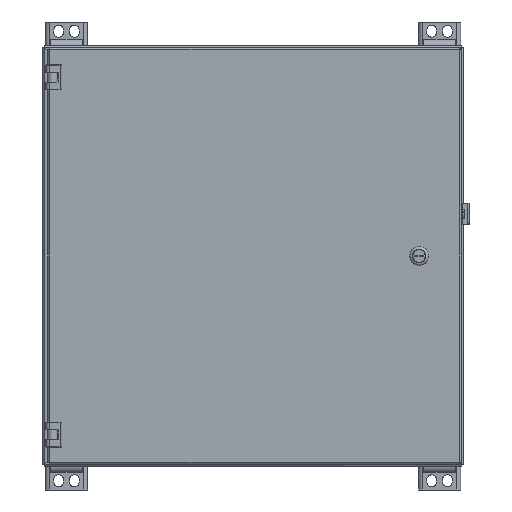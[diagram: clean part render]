
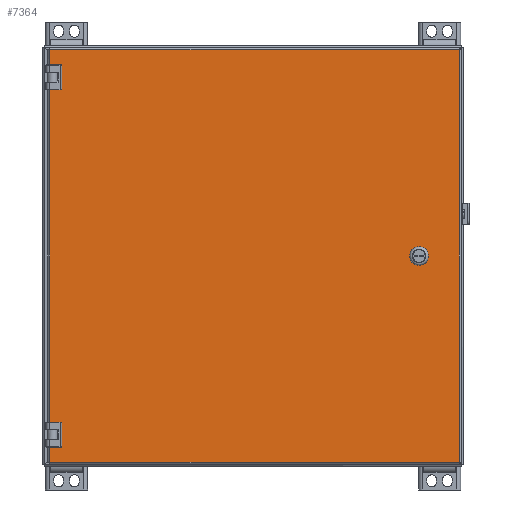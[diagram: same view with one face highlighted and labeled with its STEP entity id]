
A CAD part, front view. The second image highlights one B-rep face of the part: STEP entity #7364.
In plain terms, the highlighted planar face has unit normal (0, -1, 0).
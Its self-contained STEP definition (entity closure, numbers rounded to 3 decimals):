
#7364 = ADVANCED_FACE( '', ( #15079, #15080 ), #15081, .T. );
#15079 = FACE_BOUND( '', #46416, .T. );
#15080 = FACE_OUTER_BOUND( '', #46417, .T. );
#15081 = PLANE( '', #46418 );
#46416 = EDGE_LOOP( '', ( #76107, #76108, #76109, #76110 ) );
#46417 = EDGE_LOOP( '', ( #76111, #76112, #76113, #76114, #76115, #76116, #76117, #76118, #76119, #76120, #76121, #76122 ) );
#46418 = AXIS2_PLACEMENT_3D( '', #76123, #76124, #76125 );
#76107 = ORIENTED_EDGE( '', *, *, #89157, .F. );
#76108 = ORIENTED_EDGE( '', *, *, #89031, .F. );
#76109 = ORIENTED_EDGE( '', *, *, #85775, .F. );
#76110 = ORIENTED_EDGE( '', *, *, #89158, .F. );
#76111 = ORIENTED_EDGE( '', *, *, #82600, .F. );
#76112 = ORIENTED_EDGE( '', *, *, #89159, .F. );
#76113 = ORIENTED_EDGE( '', *, *, #85202, .F. );
#76114 = ORIENTED_EDGE( '', *, *, #86930, .F. );
#76115 = ORIENTED_EDGE( '', *, *, #89160, .F. );
#76116 = ORIENTED_EDGE( '', *, *, #86494, .F. );
#76117 = ORIENTED_EDGE( '', *, *, #83112, .F. );
#76118 = ORIENTED_EDGE( '', *, *, #89161, .T. );
#76119 = ORIENTED_EDGE( '', *, *, #88581, .F. );
#76120 = ORIENTED_EDGE( '', *, *, #88549, .F. );
#76121 = ORIENTED_EDGE( '', *, *, #84552, .F. );
#76122 = ORIENTED_EDGE( '', *, *, #89162, .F. );
#76123 = CARTESIAN_POINT( '', ( 0., 0., 0. ) );
#76124 = DIRECTION( '', ( 0., -1., 0. ) );
#76125 = DIRECTION( '', ( 0., 0., -1. ) );
#82600 = EDGE_CURVE( '', #91252, #91254, #91255, .T. );
#83112 = EDGE_CURVE( '', #90151, #91450, #92140, .T. );
#84552 = EDGE_CURVE( '', #94554, #94556, #94557, .T. );
#85202 = EDGE_CURVE( '', #95640, #95642, #95643, .T. );
#85775 = EDGE_CURVE( '', #96511, #96513, #96514, .T. );
#86494 = EDGE_CURVE( '', #91450, #90077, #97586, .T. );
#86930 = EDGE_CURVE( '', #98185, #95640, #98187, .T. );
#88549 = EDGE_CURVE( '', #94556, #100280, #100281, .T. );
#88581 = EDGE_CURVE( '', #100280, #91987, #100325, .T. );
#89031 = EDGE_CURVE( '', #96513, #100855, #100856, .T. );
#89157 = EDGE_CURVE( '', #100855, #100997, #100998, .T. );
#89158 = EDGE_CURVE( '', #100997, #96511, #100999, .T. );
#89159 = EDGE_CURVE( '', #95642, #91252, #101000, .T. );
#89160 = EDGE_CURVE( '', #90077, #98185, #101001, .T. );
#89161 = EDGE_CURVE( '', #90151, #91987, #101002, .T. );
#89162 = EDGE_CURVE( '', #91254, #94554, #101003, .T. );
#90077 = VERTEX_POINT( '', #102069 );
#90151 = VERTEX_POINT( '', #102280 );
#91252 = VERTEX_POINT( '', #105054 );
#91254 = VERTEX_POINT( '', #105056 );
#91255 = LINE( '', #105057, #105058 );
#91450 = VERTEX_POINT( '', #105452 );
#91987 = VERTEX_POINT( '', #106663 );
#92140 = LINE( '', #107092, #107093 );
#94554 = VERTEX_POINT( '', #112788 );
#94556 = VERTEX_POINT( '', #112791 );
#94557 = LINE( '', #112792, #112793 );
#95640 = VERTEX_POINT( '', #116114 );
#95642 = VERTEX_POINT( '', #116117 );
#95643 = LINE( '', #116118, #116119 );
#96511 = VERTEX_POINT( '', #118432 );
#96513 = VERTEX_POINT( '', #118435 );
#96514 = CIRCLE( '', #118436, 9.716 );
#97586 = LINE( '', #121798, #121799 );
#98185 = VERTEX_POINT( '', #123251 );
#98187 = LINE( '', #123253, #123254 );
#100280 = VERTEX_POINT( '', #128752 );
#100281 = LINE( '', #128753, #128754 );
#100325 = LINE( '', #128840, #128841 );
#100855 = VERTEX_POINT( '', #130295 );
#100856 = LINE( '', #130296, #130297 );
#100997 = VERTEX_POINT( '', #130619 );
#100998 = CIRCLE( '', #130620, 9.716 );
#100999 = LINE( '', #130621, #130622 );
#101000 = LINE( '', #130623, #130624 );
#101001 = LINE( '', #130625, #130626 );
#101002 = LINE( '', #130627, #130628 );
#101003 = LINE( '', #130629, #130630 );
#102069 = CARTESIAN_POINT( '', ( -247.298, 0., -249.282 ) );
#102280 = CARTESIAN_POINT( '', ( 247.298, 0., 249.282 ) );
#105054 = CARTESIAN_POINT( '', ( -247.298, 0., -205.588 ) );
#105056 = CARTESIAN_POINT( '', ( -247.298, 0., 205.588 ) );
#105057 = CARTESIAN_POINT( '', ( -247.298, 0., -249.282 ) );
#105058 = VECTOR( '', #132899, 1000. );
#105452 = CARTESIAN_POINT( '', ( 247.298, 0., -249.282 ) );
#106663 = CARTESIAN_POINT( '', ( -247.298, 0., 249.282 ) );
#107092 = CARTESIAN_POINT( '', ( 247.298, 0., 249.282 ) );
#107093 = VECTOR( '', #133315, 1000. );
#112788 = CARTESIAN_POINT( '', ( -235.131, 0., 205.588 ) );
#112791 = CARTESIAN_POINT( '', ( -235.131, 0., 226.212 ) );
#112792 = CARTESIAN_POINT( '', ( -235.131, 0., 431.8 ) );
#112793 = VECTOR( '', #134436, 1000. );
#116114 = CARTESIAN_POINT( '', ( -235.131, 0., -226.212 ) );
#116117 = CARTESIAN_POINT( '', ( -235.131, 0., -205.588 ) );
#116118 = CARTESIAN_POINT( '', ( -235.131, 0., 0. ) );
#116119 = VECTOR( '', #134702, 1000. );
#118432 = CARTESIAN_POINT( '', ( 190.706, 0., -5.322 ) );
#118435 = CARTESIAN_POINT( '', ( 206.962, 0., -5.322 ) );
#118436 = AXIS2_PLACEMENT_3D( '', #135073, #135074, #135075 );
#121798 = CARTESIAN_POINT( '', ( 247.298, 0., -249.282 ) );
#121799 = VECTOR( '', #135473, 1000. );
#123251 = CARTESIAN_POINT( '', ( -247.298, 0., -226.212 ) );
#123253 = CARTESIAN_POINT( '', ( 0., 0., -226.212 ) );
#123254 = VECTOR( '', #135767, 1000. );
#128752 = CARTESIAN_POINT( '', ( -247.298, 0., 226.212 ) );
#128753 = CARTESIAN_POINT( '', ( 0., 0., 226.212 ) );
#128754 = VECTOR( '', #136665, 1000. );
#128840 = CARTESIAN_POINT( '', ( -247.298, 0., -249.282 ) );
#128841 = VECTOR( '', #136694, 1000. );
#130295 = CARTESIAN_POINT( '', ( 206.962, 0., 5.322 ) );
#130296 = CARTESIAN_POINT( '', ( 206.962, 0., 5.322 ) );
#130297 = VECTOR( '', #136914, 1000. );
#130619 = CARTESIAN_POINT( '', ( 190.706, 0., 5.322 ) );
#130620 = AXIS2_PLACEMENT_3D( '', #136972, #136973, #136974 );
#130621 = CARTESIAN_POINT( '', ( 190.706, 0., 5.322 ) );
#130622 = VECTOR( '', #136975, 1000. );
#130623 = CARTESIAN_POINT( '', ( 0., 0., -205.588 ) );
#130624 = VECTOR( '', #136976, 1000. );
#130625 = CARTESIAN_POINT( '', ( -247.298, 0., -249.282 ) );
#130626 = VECTOR( '', #136977, 1000. );
#130627 = CARTESIAN_POINT( '', ( -247.298, 0., 249.282 ) );
#130628 = VECTOR( '', #136978, 1000. );
#130629 = CARTESIAN_POINT( '', ( 0., 0., 205.588 ) );
#130630 = VECTOR( '', #136979, 1000. );
#132899 = DIRECTION( '', ( 0., 0., 1. ) );
#133315 = DIRECTION( '', ( 0., 0., -1. ) );
#134436 = DIRECTION( '', ( 0., 0., 1. ) );
#134702 = DIRECTION( '', ( 0., 0., 1. ) );
#135073 = CARTESIAN_POINT( '', ( 198.834, 0., 0. ) );
#135074 = DIRECTION( '', ( 0., -1., 0. ) );
#135075 = DIRECTION( '', ( 1., 0., 0. ) );
#135473 = DIRECTION( '', ( -1., 0., 0. ) );
#135767 = DIRECTION( '', ( 1., 0., 0. ) );
#136665 = DIRECTION( '', ( -1., 0., 0. ) );
#136694 = DIRECTION( '', ( 0., 0., 1. ) );
#136914 = DIRECTION( '', ( 0., 0., 1. ) );
#136972 = CARTESIAN_POINT( '', ( 198.834, 0., 0. ) );
#136973 = DIRECTION( '', ( 0., -1., 0. ) );
#136974 = DIRECTION( '', ( 1., 0., 0. ) );
#136975 = DIRECTION( '', ( 0., 0., -1. ) );
#136976 = DIRECTION( '', ( -1., 0., 0. ) );
#136977 = DIRECTION( '', ( 0., 0., 1. ) );
#136978 = DIRECTION( '', ( -1., 0., 0. ) );
#136979 = DIRECTION( '', ( 1., 0., 0. ) );
